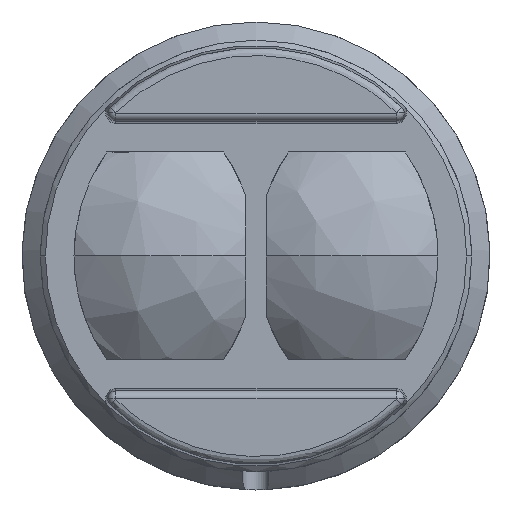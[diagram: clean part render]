
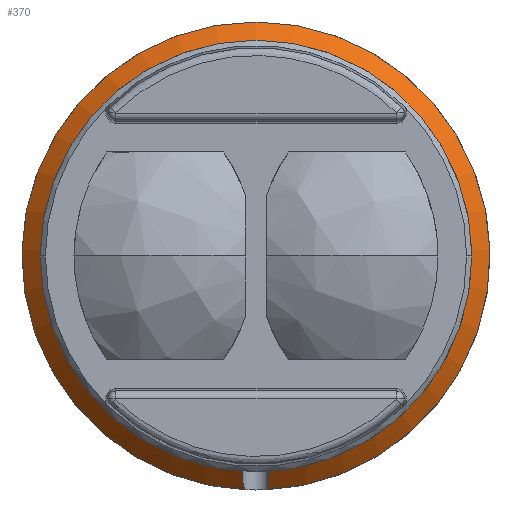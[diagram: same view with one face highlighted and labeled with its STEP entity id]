
A CAD part, left-side view. The second image highlights one B-rep face of the part: STEP entity #370.
In plain terms, the highlighted conical face has half-angle 45 degrees and reference radius 9 mm.
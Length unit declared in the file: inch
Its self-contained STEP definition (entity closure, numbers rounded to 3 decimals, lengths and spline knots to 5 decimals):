
#3 = ORIENTED_EDGE ( 'NONE', *, *, #60, .T. ) ;
#60 = EDGE_CURVE ( 'NONE', #1118, #190, #1719, .T. ) ;
#190 = VERTEX_POINT ( 'NONE', #1752 ) ;
#296 = ORIENTED_EDGE ( 'NONE', *, *, #348, .T. ) ;
#348 = EDGE_CURVE ( 'NONE', #190, #3314, #1102, .T. ) ;
#367 = CIRCLE ( 'NONE', #4043, 0.32677 ) ;
#370 = ADVANCED_FACE ( 'NONE', ( #3502 ), #2129, .T. ) ;
#635 = DIRECTION ( 'NONE',  ( 0., 0., -1. ) ) ;
#667 = CARTESIAN_POINT ( 'NONE',  ( 0., -0.01969, -0.32618 ) ) ;
#769 = CARTESIAN_POINT ( 'NONE',  ( 0.01575, 0.01969, -0.34195 ) ) ;
#778 = CARTESIAN_POINT ( 'NONE',  ( 0.01575, -0.01969, -0.34195 ) ) ;
#806 = EDGE_CURVE ( 'NONE', #3314, #1728, #367, .T. ) ;
#936 = DIRECTION ( 'NONE',  ( 1., 0., 0. ) ) ;
#1102 = B_SPLINE_CURVE_WITH_KNOTS ( 'NONE', 3,
 ( #1193, #3357, #2738, #2448 ),
 .UNSPECIFIED., .F., .F.,
 ( 4, 4 ),
 ( 0., 0.00057 ),
 .UNSPECIFIED. ) ;
#1118 = VERTEX_POINT ( 'NONE', #1362 ) ;
#1193 = CARTESIAN_POINT ( 'NONE',  ( 0.01575, 0.01969, -0.34195 ) ) ;
#1212 = ORIENTED_EDGE ( 'NONE', *, *, #2682, .F. ) ;
#1362 = CARTESIAN_POINT ( 'NONE',  ( 0.02756, 0.01575, -0.35398 ) ) ;
#1470 = DIRECTION ( 'NONE',  ( 1., 0., 0. ) ) ;
#1503 = ORIENTED_EDGE ( 'NONE', *, *, #2793, .T. ) ;
#1535 = VERTEX_POINT ( 'NONE', #2843 ) ;
#1575 = CARTESIAN_POINT ( 'NONE',  ( 0.0238, -0.01808, -0.35011 ) ) ;
#1588 = CARTESIAN_POINT ( 'NONE',  ( 0.01575, -0.01969, -0.34195 ) ) ;
#1645 = CARTESIAN_POINT ( 'NONE',  ( 0.01988, 0.01969, -0.3461 ) ) ;
#1669 = EDGE_CURVE ( 'NONE', #3207, #1535, #2017, .T. ) ;
#1674 = CIRCLE ( 'NONE', #3727, 0.35433 ) ;
#1719 = B_SPLINE_CURVE_WITH_KNOTS ( 'NONE', 3,
 ( #3160, #3532, #1645, #769 ),
 .UNSPECIFIED., .F., .F.,
 ( 4, 4 ),
 ( 0., 0.00044 ),
 .UNSPECIFIED. ) ;
#1728 = VERTEX_POINT ( 'NONE', #667 ) ;
#1730 = AXIS2_PLACEMENT_3D ( 'NONE', #3669, #4021, #2183 ) ;
#1745 = B_SPLINE_CURVE_WITH_KNOTS ( 'NONE', 3,
 ( #3251, #2905, #2933, #778 ),
 .UNSPECIFIED., .F., .F.,
 ( 4, 4 ),
 ( 0., 0.00057 ),
 .UNSPECIFIED. ) ;
#1752 = CARTESIAN_POINT ( 'NONE',  ( 0.01575, 0.01969, -0.34195 ) ) ;
#1759 = DIRECTION ( 'NONE',  ( 0., 0., -1. ) ) ;
#1862 = CARTESIAN_POINT ( 'NONE',  ( 0.01984, -0.01937, -0.34608 ) ) ;
#1879 = CARTESIAN_POINT ( 'NONE',  ( 0.01782, -0.01969, -0.34403 ) ) ;
#1950 = VERTEX_POINT ( 'NONE', #2721 ) ;
#2017 = B_SPLINE_CURVE_WITH_KNOTS ( 'NONE', 3,
 ( #1588, #1879, #1862, #1575, #3101, #3797 ),
 .UNSPECIFIED., .F., .F.,
 ( 4, 2, 4 ),
 ( 0., 0.00022, 0.00044 ),
 .UNSPECIFIED. ) ;
#2049 = CARTESIAN_POINT ( 'NONE',  ( 0., 0., 0. ) ) ;
#2110 = CARTESIAN_POINT ( 'NONE',  ( 0.02756, 0., 0. ) ) ;
#2129 = CONICAL_SURFACE ( 'NONE', #1730, 0.35433, 0.785 ) ;
#2149 = EDGE_CURVE ( 'NONE', #1118, #1950, #3733, .T. ) ;
#2183 = DIRECTION ( 'NONE',  ( 0., 0., -1. ) ) ;
#2246 = EDGE_LOOP ( 'NONE', ( #2350, #1503, #3612, #1212, #2998, #3, #296 ) ) ;
#2350 = ORIENTED_EDGE ( 'NONE', *, *, #806, .T. ) ;
#2448 = CARTESIAN_POINT ( 'NONE',  ( 0., 0.01969, -0.32618 ) ) ;
#2450 = AXIS2_PLACEMENT_3D ( 'NONE', #4045, #936, #635 ) ;
#2543 = CARTESIAN_POINT ( 'NONE',  ( 0.01575, -0.01969, -0.34195 ) ) ;
#2682 = EDGE_CURVE ( 'NONE', #1950, #1535, #1674, .T. ) ;
#2721 = CARTESIAN_POINT ( 'NONE',  ( 0.02756, 0., 0.35433 ) ) ;
#2738 = CARTESIAN_POINT ( 'NONE',  ( 0.00525, 0.01969, -0.33144 ) ) ;
#2793 = EDGE_CURVE ( 'NONE', #1728, #3207, #1745, .T. ) ;
#2843 = CARTESIAN_POINT ( 'NONE',  ( 0.02756, -0.01575, -0.35398 ) ) ;
#2905 = CARTESIAN_POINT ( 'NONE',  ( 0.00525, -0.01969, -0.33144 ) ) ;
#2933 = CARTESIAN_POINT ( 'NONE',  ( 0.0105, -0.01969, -0.3367 ) ) ;
#2998 = ORIENTED_EDGE ( 'NONE', *, *, #2149, .F. ) ;
#3101 = CARTESIAN_POINT ( 'NONE',  ( 0.02575, -0.01711, -0.35211 ) ) ;
#3160 = CARTESIAN_POINT ( 'NONE',  ( 0.02756, 0.01575, -0.35398 ) ) ;
#3178 = CARTESIAN_POINT ( 'NONE',  ( 0., 0.01969, -0.32618 ) ) ;
#3207 = VERTEX_POINT ( 'NONE', #2543 ) ;
#3251 = CARTESIAN_POINT ( 'NONE',  ( 0., -0.01969, -0.32618 ) ) ;
#3314 = VERTEX_POINT ( 'NONE', #3178 ) ;
#3357 = CARTESIAN_POINT ( 'NONE',  ( 0.0105, 0.01969, -0.3367 ) ) ;
#3502 = FACE_OUTER_BOUND ( 'NONE', #2246, .T. ) ;
#3532 = CARTESIAN_POINT ( 'NONE',  ( 0.02395, 0.01846, -0.35024 ) ) ;
#3612 = ORIENTED_EDGE ( 'NONE', *, *, #1669, .T. ) ;
#3669 = CARTESIAN_POINT ( 'NONE',  ( 0.02756, 0., 0. ) ) ;
#3727 = AXIS2_PLACEMENT_3D ( 'NONE', #2110, #1470, #1759 ) ;
#3733 = CIRCLE ( 'NONE', #2450, 0.35433 ) ;
#3797 = CARTESIAN_POINT ( 'NONE',  ( 0.02756, -0.01575, -0.35398 ) ) ;
#3925 = DIRECTION ( 'NONE',  ( 1., 0., 0. ) ) ;
#3950 = DIRECTION ( 'NONE',  ( 0., 0., -1. ) ) ;
#4021 = DIRECTION ( 'NONE',  ( 1., 0., 0. ) ) ;
#4043 = AXIS2_PLACEMENT_3D ( 'NONE', #2049, #3925, #3950 ) ;
#4045 = CARTESIAN_POINT ( 'NONE',  ( 0.02756, 0., 0. ) ) ;
